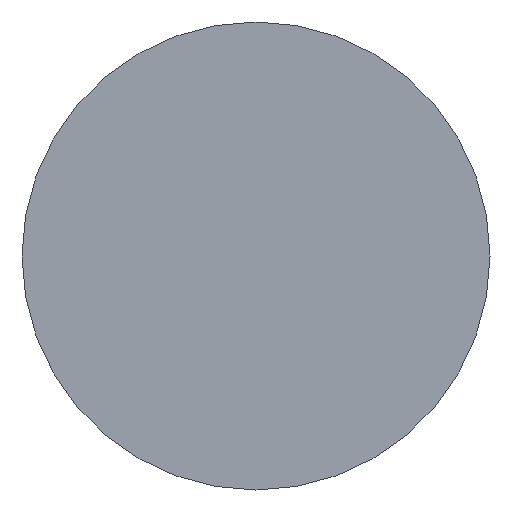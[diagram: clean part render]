
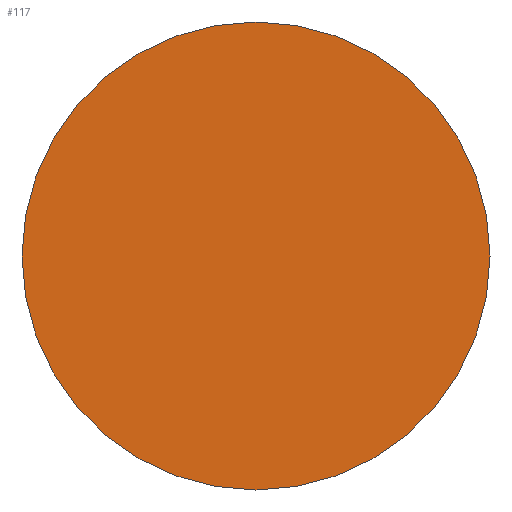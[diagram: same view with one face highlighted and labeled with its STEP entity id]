
A CAD part, left-side view. The second image highlights one B-rep face of the part: STEP entity #117.
In plain terms, the highlighted planar face has unit normal (-1, 0, 0).
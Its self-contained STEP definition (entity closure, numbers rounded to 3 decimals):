
#32 = VERTEX_POINT ( 'NONE', #372 ) ;
#35 = EDGE_LOOP ( 'NONE', ( #195, #405 ) ) ;
#37 = CIRCLE ( 'NONE', #143, 40. ) ;
#44 = CIRCLE ( 'NONE', #369, 40. ) ;
#71 = FACE_OUTER_BOUND ( 'NONE', #35, .T. ) ;
#78 = CARTESIAN_POINT ( 'NONE',  ( 0., 0., -40. ) ) ;
#106 = DIRECTION ( 'NONE',  ( 1., 0., 0. ) ) ;
#117 = ADVANCED_FACE ( 'NONE', ( #71 ), #304, .F. ) ;
#140 = DIRECTION ( 'NONE',  ( -1., 0., 0. ) ) ;
#143 = AXIS2_PLACEMENT_3D ( 'NONE', #258, #140, #278 ) ;
#156 = DIRECTION ( 'NONE',  ( -1., 0., 0. ) ) ;
#195 = ORIENTED_EDGE ( 'NONE', *, *, #328, .T. ) ;
#224 = CARTESIAN_POINT ( 'NONE',  ( 0., 0., 0. ) ) ;
#228 = VERTEX_POINT ( 'NONE', #78 ) ;
#258 = CARTESIAN_POINT ( 'NONE',  ( 0., 0., 0. ) ) ;
#259 = DIRECTION ( 'NONE',  ( 0., 0., 1. ) ) ;
#278 = DIRECTION ( 'NONE',  ( 0., 0., 1. ) ) ;
#303 = DIRECTION ( 'NONE',  ( 0., 0., -1. ) ) ;
#304 = PLANE ( 'NONE',  #423 ) ;
#328 = EDGE_CURVE ( 'NONE', #32, #228, #37, .T. ) ;
#369 = AXIS2_PLACEMENT_3D ( 'NONE', #224, #156, #259 ) ;
#371 = CARTESIAN_POINT ( 'NONE',  ( 0., 40., 0. ) ) ;
#372 = CARTESIAN_POINT ( 'NONE',  ( 0., 0., 40. ) ) ;
#391 = EDGE_CURVE ( 'NONE', #228, #32, #44, .T. ) ;
#405 = ORIENTED_EDGE ( 'NONE', *, *, #391, .T. ) ;
#423 = AXIS2_PLACEMENT_3D ( 'NONE', #371, #106, #303 ) ;
